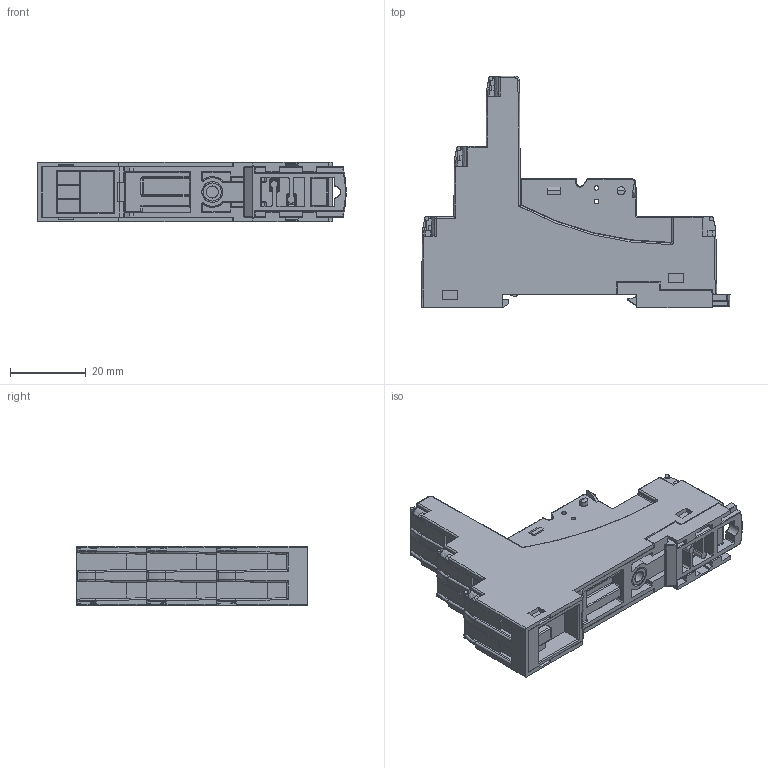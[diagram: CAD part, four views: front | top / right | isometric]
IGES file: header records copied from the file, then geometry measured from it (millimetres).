
Start section: SolidWorks IGES file using analytic representation for surfaces
Global section: file name: GZM80.IGS; native system: SolidWorks 2016; preprocessor: SolidWorks 2016; author: pikusl; date: 160613.143837; units: millimetre
Bounding box: 81.41 x 61 x 15.8 mm (x, y, z)
Surface area: 16652.4 mm2 (no closed solid volume)
Topology: 0 solids, 0 shells, 1353 faces, 9905 edges, 9851 vertices
Faces by surface type: bspline 888, revolution 465
